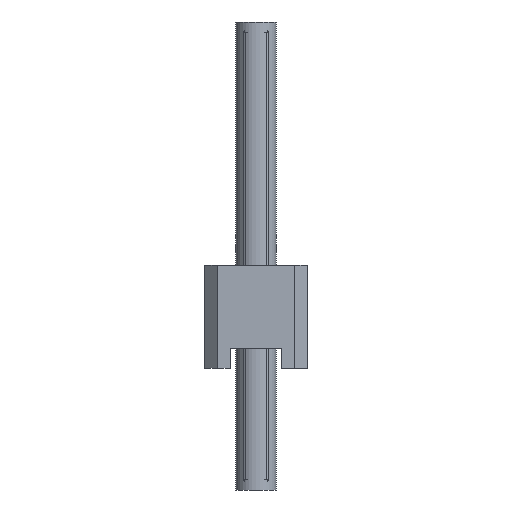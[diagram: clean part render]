
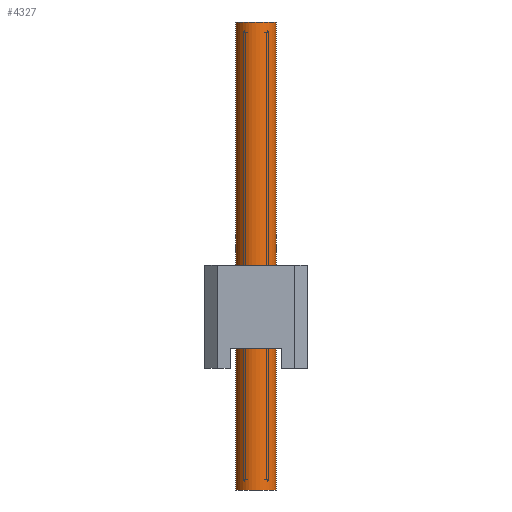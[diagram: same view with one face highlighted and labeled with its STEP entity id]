
A CAD part, left-side view. The second image highlights one B-rep face of the part: STEP entity #4327.
In plain terms, the highlighted cylindrical face has radius 0.5 mm (diameter 1 mm), a full revolution.
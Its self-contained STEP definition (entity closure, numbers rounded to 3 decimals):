
#2458=ORIENTED_EDGE('',*,*,#3072,.F.);
#2459=ORIENTED_EDGE('',*,*,#3073,.T.);
#3072=EDGE_CURVE('',#3482,#3482,#3588,.T.);
#3073=EDGE_CURVE('',#3483,#3483,#3589,.T.);
#3482=VERTEX_POINT('',#7124);
#3483=VERTEX_POINT('',#7126);
#3588=CIRCLE('',#4693,0.5);
#3589=CIRCLE('',#4694,0.5);
#3824=EDGE_LOOP('',(#2458));
#3825=EDGE_LOOP('',(#2459));
#4060=FACE_BOUND('',#3824,.T.);
#4061=FACE_BOUND('',#3825,.T.);
#4118=CYLINDRICAL_SURFACE('',#4692,0.5);
#4327=ADVANCED_FACE('',(#4060,#4061),#4118,.F.);
#4692=AXIS2_PLACEMENT_3D('',#7122,#5860,#5861);
#4693=AXIS2_PLACEMENT_3D('',#7123,#5862,#5863);
#4694=AXIS2_PLACEMENT_3D('',#7125,#5864,#5865);
#5860=DIRECTION('',(0.,0.,1.));
#5861=DIRECTION('',(1.,0.,0.));
#5862=DIRECTION('',(0.,0.,-1.));
#5863=DIRECTION('',(1.,0.,0.));
#5864=DIRECTION('',(0.,0.,-1.));
#5865=DIRECTION('',(1.,0.,0.));
#7122=CARTESIAN_POINT('',(0.,0.,0.));
#7123=CARTESIAN_POINT('',(0.,0.,11.54));
#7124=CARTESIAN_POINT('',(0.5,0.,11.54));
#7125=CARTESIAN_POINT('',(0.,0.,0.));
#7126=CARTESIAN_POINT('',(0.5,0.,0.));
